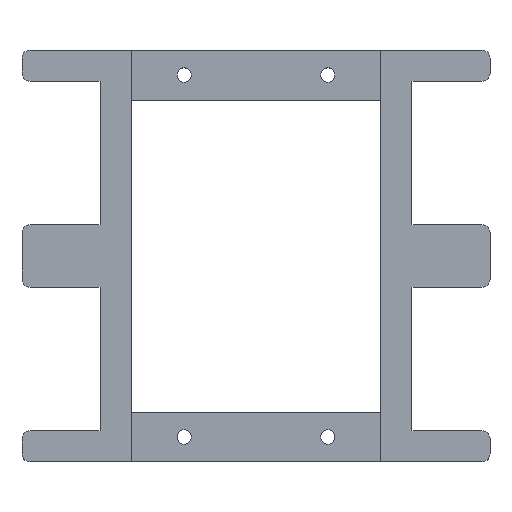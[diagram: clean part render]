
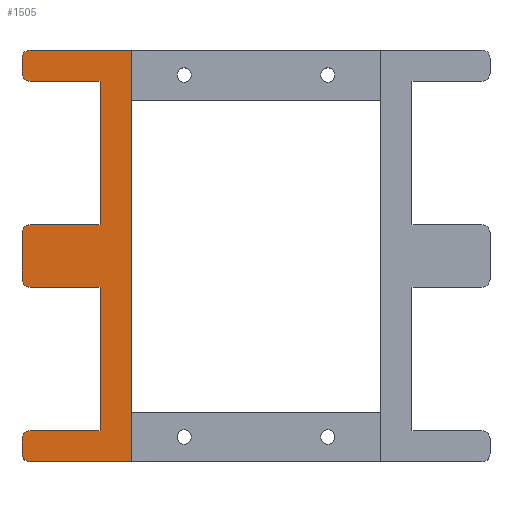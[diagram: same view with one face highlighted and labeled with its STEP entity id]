
A CAD part, top view. The second image highlights one B-rep face of the part: STEP entity #1505.
In plain terms, the highlighted planar face has unit normal (0, 0, 1).
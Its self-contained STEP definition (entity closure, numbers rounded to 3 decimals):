
#405=DIRECTION('',(0.,1.,0.));
#406=VECTOR('',#405,66.);
#407=CARTESIAN_POINT('',(-20.,-33.,10.));
#408=LINE('',#407,#406);
#409=DIRECTION('',(1.,0.,0.));
#410=VECTOR('',#409,16.2);
#411=CARTESIAN_POINT('',(-36.2,-33.,10.));
#412=LINE('',#411,#410);
#413=CARTESIAN_POINT('',(-36.2,-31.7,10.));
#414=DIRECTION('',(0.,0.,1.));
#415=DIRECTION('',(-1.,0.,0.));
#416=AXIS2_PLACEMENT_3D('',#413,#414,#415);
#418=DIRECTION('',(0.,-1.,0.));
#419=VECTOR('',#418,2.4);
#420=CARTESIAN_POINT('',(-37.5,-29.3,10.));
#421=LINE('',#420,#419);
#422=CARTESIAN_POINT('',(-36.2,-29.3,10.));
#423=DIRECTION('',(0.,0.,1.));
#424=DIRECTION('',(0.,1.,0.));
#425=AXIS2_PLACEMENT_3D('',#422,#423,#424);
#427=DIRECTION('',(-1.,0.,0.));
#428=VECTOR('',#427,11.2);
#429=CARTESIAN_POINT('',(-25.,-28.,10.));
#430=LINE('',#429,#428);
#431=DIRECTION('',(0.,-1.,0.));
#432=VECTOR('',#431,23.);
#433=CARTESIAN_POINT('',(-25.,-5.,10.));
#434=LINE('',#433,#432);
#435=DIRECTION('',(1.,0.,0.));
#436=VECTOR('',#435,11.2);
#437=CARTESIAN_POINT('',(-36.2,-5.,10.));
#438=LINE('',#437,#436);
#439=CARTESIAN_POINT('',(-36.2,-3.7,10.));
#440=DIRECTION('',(0.,0.,1.));
#441=DIRECTION('',(-1.,0.,0.));
#442=AXIS2_PLACEMENT_3D('',#439,#440,#441);
#444=DIRECTION('',(0.,-1.,0.));
#445=VECTOR('',#444,7.4);
#446=CARTESIAN_POINT('',(-37.5,3.7,10.));
#447=LINE('',#446,#445);
#448=CARTESIAN_POINT('',(-36.2,3.7,10.));
#449=DIRECTION('',(0.,0.,1.));
#450=DIRECTION('',(0.,1.,0.));
#451=AXIS2_PLACEMENT_3D('',#448,#449,#450);
#453=DIRECTION('',(-1.,0.,0.));
#454=VECTOR('',#453,11.2);
#455=CARTESIAN_POINT('',(-25.,5.,10.));
#456=LINE('',#455,#454);
#457=DIRECTION('',(0.,-1.,0.));
#458=VECTOR('',#457,23.);
#459=CARTESIAN_POINT('',(-25.,28.,10.));
#460=LINE('',#459,#458);
#461=DIRECTION('',(1.,0.,0.));
#462=VECTOR('',#461,11.2);
#463=CARTESIAN_POINT('',(-36.2,28.,10.));
#464=LINE('',#463,#462);
#465=CARTESIAN_POINT('',(-36.2,29.3,10.));
#466=DIRECTION('',(0.,0.,1.));
#467=DIRECTION('',(-1.,0.,0.));
#468=AXIS2_PLACEMENT_3D('',#465,#466,#467);
#470=DIRECTION('',(0.,-1.,0.));
#471=VECTOR('',#470,2.4);
#472=CARTESIAN_POINT('',(-37.5,31.7,10.));
#473=LINE('',#472,#471);
#474=CARTESIAN_POINT('',(-36.2,31.7,10.));
#475=DIRECTION('',(0.,0.,1.));
#476=DIRECTION('',(0.,1.,0.));
#477=AXIS2_PLACEMENT_3D('',#474,#475,#476);
#479=DIRECTION('',(-1.,0.,0.));
#480=VECTOR('',#479,16.2);
#481=CARTESIAN_POINT('',(-20.,33.,10.));
#482=LINE('',#481,#480);
#905=CARTESIAN_POINT('',(-36.2,28.,10.));
#906=CARTESIAN_POINT('',(-25.,28.,10.));
#907=VERTEX_POINT('',#905);
#908=VERTEX_POINT('',#906);
#909=CARTESIAN_POINT('',(-25.,5.,10.));
#910=VERTEX_POINT('',#909);
#911=CARTESIAN_POINT('',(-36.2,5.,10.));
#912=VERTEX_POINT('',#911);
#913=CARTESIAN_POINT('',(-37.5,3.7,10.));
#914=VERTEX_POINT('',#913);
#915=CARTESIAN_POINT('',(-37.5,-3.7,10.));
#916=VERTEX_POINT('',#915);
#917=CARTESIAN_POINT('',(-36.2,-5.,10.));
#918=VERTEX_POINT('',#917);
#919=CARTESIAN_POINT('',(-25.,-5.,10.));
#920=VERTEX_POINT('',#919);
#921=CARTESIAN_POINT('',(-25.,-28.,10.));
#922=VERTEX_POINT('',#921);
#923=CARTESIAN_POINT('',(-36.2,-28.,10.));
#924=VERTEX_POINT('',#923);
#925=CARTESIAN_POINT('',(-37.5,-29.3,10.));
#926=VERTEX_POINT('',#925);
#927=CARTESIAN_POINT('',(-37.5,-31.7,10.));
#928=VERTEX_POINT('',#927);
#929=CARTESIAN_POINT('',(-36.2,-33.,10.));
#930=VERTEX_POINT('',#929);
#963=CARTESIAN_POINT('',(-36.2,33.,10.));
#964=CARTESIAN_POINT('',(-37.5,31.7,10.));
#965=VERTEX_POINT('',#963);
#966=VERTEX_POINT('',#964);
#967=CARTESIAN_POINT('',(-37.5,29.3,10.));
#968=VERTEX_POINT('',#967);
#1033=CARTESIAN_POINT('',(-20.,-33.,10.));
#1034=CARTESIAN_POINT('',(-20.,33.,10.));
#1035=VERTEX_POINT('',#1033);
#1036=VERTEX_POINT('',#1034);
#1469=CARTESIAN_POINT('',(0.,0.,10.));
#1470=DIRECTION('',(0.,0.,1.));
#1471=DIRECTION('',(1.,0.,0.));
#1472=AXIS2_PLACEMENT_3D('',#1469,#1470,#1471);
#1473=PLANE('',#1472);
#1474=ORIENTED_EDGE('',*,*,#1443,.F.);
#1475=ORIENTED_EDGE('',*,*,#1463,.F.);
#1477=ORIENTED_EDGE('',*,*,#1476,.F.);
#1479=ORIENTED_EDGE('',*,*,#1478,.F.);
#1481=ORIENTED_EDGE('',*,*,#1480,.F.);
#1483=ORIENTED_EDGE('',*,*,#1482,.F.);
#1485=ORIENTED_EDGE('',*,*,#1484,.F.);
#1487=ORIENTED_EDGE('',*,*,#1486,.F.);
#1489=ORIENTED_EDGE('',*,*,#1488,.F.);
#1491=ORIENTED_EDGE('',*,*,#1490,.F.);
#1493=ORIENTED_EDGE('',*,*,#1492,.F.);
#1495=ORIENTED_EDGE('',*,*,#1494,.F.);
#1497=ORIENTED_EDGE('',*,*,#1496,.F.);
#1498=ORIENTED_EDGE('',*,*,#1259,.F.);
#1499=ORIENTED_EDGE('',*,*,#1274,.F.);
#1500=ORIENTED_EDGE('',*,*,#1288,.F.);
#1501=ORIENTED_EDGE('',*,*,#1302,.F.);
#1502=ORIENTED_EDGE('',*,*,#1317,.F.);
#1503=EDGE_LOOP('',(#1474,#1475,#1477,#1479,#1481,#1483,#1485,#1487,#1489,#1491,
#1493,#1495,#1497,#1498,#1499,#1500,#1501,#1502));
#1504=FACE_OUTER_BOUND('',#1503,.F.);
#1505=ADVANCED_FACE('',(#1504),#1473,.T.);
#417=CIRCLE('',#416,1.3);
#426=CIRCLE('',#425,1.3);
#443=CIRCLE('',#442,1.3);
#452=CIRCLE('',#451,1.3);
#469=CIRCLE('',#468,1.3);
#478=CIRCLE('',#477,1.3);
#1259=EDGE_CURVE('',#907,#908,#464,.T.);
#1274=EDGE_CURVE('',#968,#907,#469,.T.);
#1288=EDGE_CURVE('',#966,#968,#473,.T.);
#1302=EDGE_CURVE('',#965,#966,#478,.T.);
#1317=EDGE_CURVE('',#1036,#965,#482,.T.);
#1443=EDGE_CURVE('',#1035,#1036,#408,.T.);
#1463=EDGE_CURVE('',#930,#1035,#412,.T.);
#1476=EDGE_CURVE('',#928,#930,#417,.T.);
#1478=EDGE_CURVE('',#926,#928,#421,.T.);
#1480=EDGE_CURVE('',#924,#926,#426,.T.);
#1482=EDGE_CURVE('',#922,#924,#430,.T.);
#1484=EDGE_CURVE('',#920,#922,#434,.T.);
#1486=EDGE_CURVE('',#918,#920,#438,.T.);
#1488=EDGE_CURVE('',#916,#918,#443,.T.);
#1490=EDGE_CURVE('',#914,#916,#447,.T.);
#1492=EDGE_CURVE('',#912,#914,#452,.T.);
#1494=EDGE_CURVE('',#910,#912,#456,.T.);
#1496=EDGE_CURVE('',#908,#910,#460,.T.);
